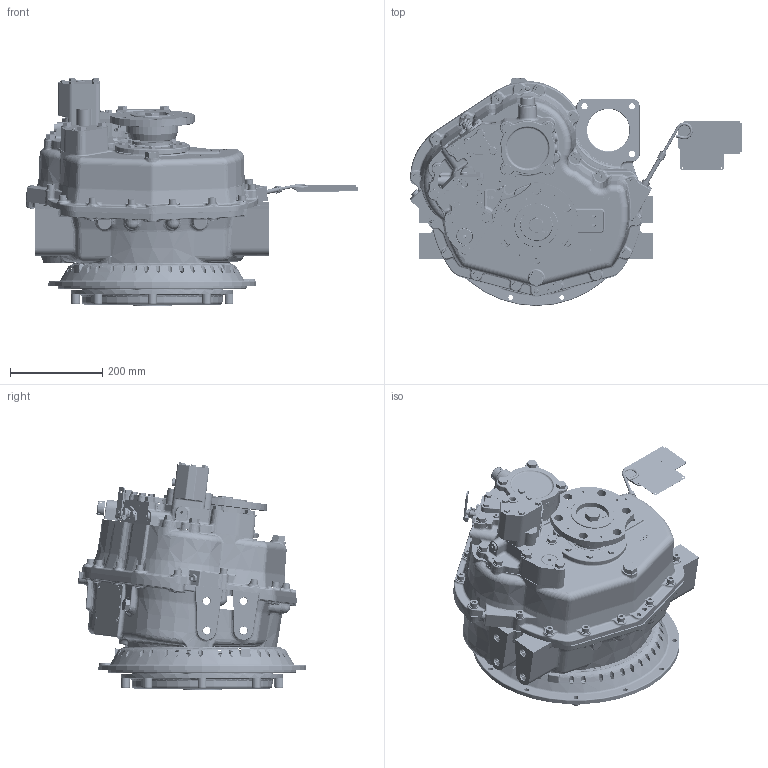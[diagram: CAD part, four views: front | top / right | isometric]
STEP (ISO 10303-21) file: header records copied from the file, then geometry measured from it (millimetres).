
FILE_DESCRIPTION (( 'STEP AP214' ), '1' );
FILE_NAME ('1026876B.STEP', '2014-11-13T10:06:10', ( '' ), ( '' ), 'SwSTEP 2.0', 'SolidWorks 2010', '' );
FILE_SCHEMA (( 'AUTOMOTIVE_DESIGN' ));
Length unit declared in the file: inch
Products named in the file (1): 1026876B
Bounding box: 721.03 x 494.91 x 494.62 mm (x, y, z)
Surface area: 2048203.3 mm2 (no closed solid volume)
Topology: 0 solids, 248 shells, 4088 faces, 15190 edges, 10843 vertices
Faces by surface type: bspline 1123, plane 1027, cylinder 833, torus 539, cone 534, sphere 32
Entity records: 297937 total; most frequent: CARTESIAN_POINT 129476, ORIENTED_EDGE 23320, DIRECTION 21456, EDGE_CURVE 15004, VERTEX_POINT 10834, AXIS2_PLACEMENT_3D 8517, CIRCLE 5551, EDGE_LOOP 4864
